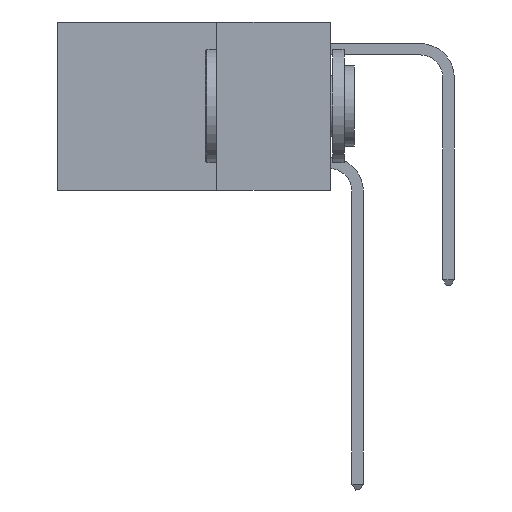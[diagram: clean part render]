
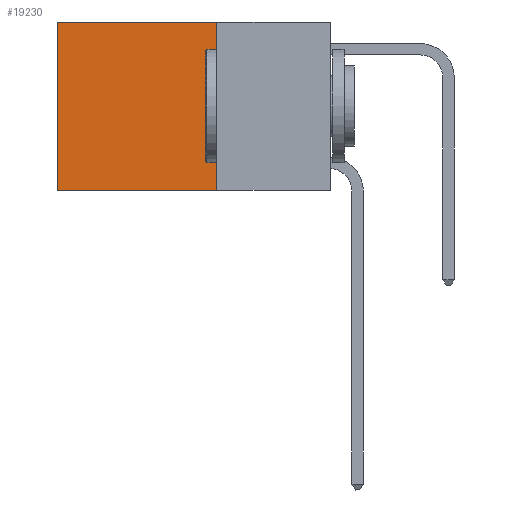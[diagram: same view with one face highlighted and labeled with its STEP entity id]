
A CAD part, left-side view. The second image highlights one B-rep face of the part: STEP entity #19230.
In plain terms, the highlighted planar face has unit normal (-1, 0, 0).
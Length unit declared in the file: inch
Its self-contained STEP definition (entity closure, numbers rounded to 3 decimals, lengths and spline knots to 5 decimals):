
#581 = CARTESIAN_POINT ( 'NONE',  ( 0.2625, 0.25, -0.37 ) ) ;
#1290 = LINE ( 'NONE', #19269, #6492 ) ;
#1608 = VERTEX_POINT ( 'NONE', #18156 ) ;
#1751 = CARTESIAN_POINT ( 'NONE',  ( 0.2625, 0.25, 0. ) ) ;
#2846 = DIRECTION ( 'NONE',  ( 0., 0., -1. ) ) ;
#2849 = VECTOR ( 'NONE', #12997, 39.37008 ) ;
#3032 = CARTESIAN_POINT ( 'NONE',  ( 0.2625, 0.25, 0. ) ) ;
#4220 = EDGE_LOOP ( 'NONE', ( #10914, #8612, #5673, #7566 ) ) ;
#4351 = LINE ( 'NONE', #14482, #2849 ) ;
#5106 = VERTEX_POINT ( 'NONE', #5408 ) ;
#5389 = VERTEX_POINT ( 'NONE', #581 ) ;
#5408 = CARTESIAN_POINT ( 'NONE',  ( 0.2625, 0.6, -0.37 ) ) ;
#5673 = ORIENTED_EDGE ( 'NONE', *, *, #9488, .F. ) ;
#5799 = DIRECTION ( 'NONE',  ( 1., 0., 0. ) ) ;
#6492 = VECTOR ( 'NONE', #11757, 39.37008 ) ;
#7222 = LINE ( 'NONE', #10168, #12258 ) ;
#7273 = FACE_OUTER_BOUND ( 'NONE', #4220, .T. ) ;
#7456 = PLANE ( 'NONE',  #15040 ) ;
#7566 = ORIENTED_EDGE ( 'NONE', *, *, #18324, .T. ) ;
#8612 = ORIENTED_EDGE ( 'NONE', *, *, #9333, .F. ) ;
#9333 = EDGE_CURVE ( 'NONE', #5389, #5106, #1290, .T. ) ;
#9488 = EDGE_CURVE ( 'NONE', #16584, #5389, #15199, .T. ) ;
#10168 = CARTESIAN_POINT ( 'NONE',  ( 0.2625, 0.6, 0. ) ) ;
#10914 = ORIENTED_EDGE ( 'NONE', *, *, #15883, .T. ) ;
#11757 = DIRECTION ( 'NONE',  ( 0., 1., 0. ) ) ;
#12106 = VECTOR ( 'NONE', #18354, 39.37008 ) ;
#12258 = VECTOR ( 'NONE', #13192, 39.37008 ) ;
#12997 = DIRECTION ( 'NONE',  ( 0., 1., 0. ) ) ;
#13192 = DIRECTION ( 'NONE',  ( 0., 0., -1. ) ) ;
#13776 = CARTESIAN_POINT ( 'NONE',  ( 0.2625, 0.25, 0. ) ) ;
#14482 = CARTESIAN_POINT ( 'NONE',  ( 0.2625, 0.25, 0. ) ) ;
#15040 = AXIS2_PLACEMENT_3D ( 'NONE', #3032, #5799, #2846 ) ;
#15199 = LINE ( 'NONE', #1751, #12106 ) ;
#15883 = EDGE_CURVE ( 'NONE', #1608, #5106, #7222, .T. ) ;
#16584 = VERTEX_POINT ( 'NONE', #13776 ) ;
#18156 = CARTESIAN_POINT ( 'NONE',  ( 0.2625, 0.6, 0. ) ) ;
#18324 = EDGE_CURVE ( 'NONE', #16584, #1608, #4351, .T. ) ;
#18354 = DIRECTION ( 'NONE',  ( 0., 0., -1. ) ) ;
#19230 = ADVANCED_FACE ( 'NONE', ( #7273 ), #7456, .F. ) ;
#19269 = CARTESIAN_POINT ( 'NONE',  ( 0.2625, 0.25, -0.37 ) ) ;
